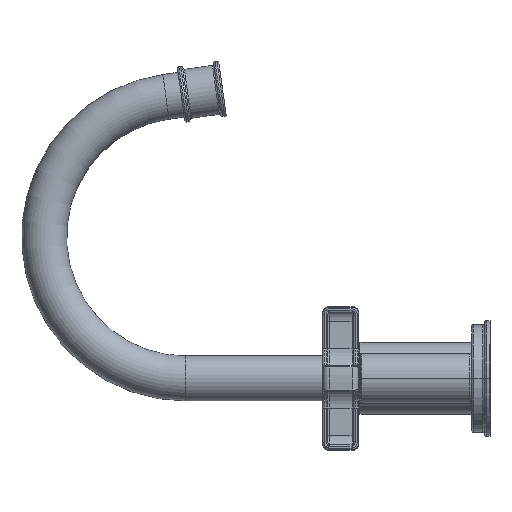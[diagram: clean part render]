
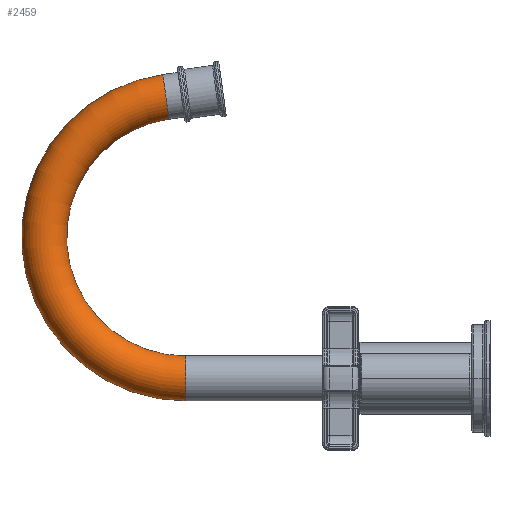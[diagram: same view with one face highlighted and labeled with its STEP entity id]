
A CAD part, left-side view. The second image highlights one B-rep face of the part: STEP entity #2459.
In plain terms, the highlighted toroidal (fillet/blend) face has major radius 69.85 mm and minor radius 11.113 mm.
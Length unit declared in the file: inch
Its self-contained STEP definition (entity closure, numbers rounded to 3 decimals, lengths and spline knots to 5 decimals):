
#486=CARTESIAN_POINT('',(0.,6.29873,5.47324));
#487=DIRECTION('',(0.,-0.99,0.139));
#488=DIRECTION('',(0.,0.139,0.99));
#489=AXIS2_PLACEMENT_3D('',#486,#487,#488);
#495=CARTESIAN_POINT('',(0.,5.916,2.75));
#496=DIRECTION('',(1.,0.,0.));
#497=DIRECTION('',(0.,0.,-1.));
#498=AXIS2_PLACEMENT_3D('',#495,#496,#497);
#500=CARTESIAN_POINT('',(0.,5.916,2.75));
#501=DIRECTION('',(-1.,0.,0.));
#502=DIRECTION('',(0.,0.139,0.99));
#503=AXIS2_PLACEMENT_3D('',#500,#501,#502);
#505=CARTESIAN_POINT('',(0.,5.916,0.));
#506=DIRECTION('',(0.,1.,0.));
#507=DIRECTION('',(0.,0.,-1.));
#508=AXIS2_PLACEMENT_3D('',#505,#506,#507);
#1508=CARTESIAN_POINT('',(0.,5.916,0.4375));
#1509=CARTESIAN_POINT('',(0.,5.916,-0.4375));
#1510=VERTEX_POINT('',#1508);
#1511=VERTEX_POINT('',#1509);
#1512=CARTESIAN_POINT('',(0.,6.23784,5.03999));
#1513=CARTESIAN_POINT('',(0.,6.35961,5.90648));
#1514=VERTEX_POINT('',#1512);
#1515=VERTEX_POINT('',#1513);
#2445=CARTESIAN_POINT('',(0.,5.916,2.75));
#2446=DIRECTION('',(1.,0.,0.));
#2447=DIRECTION('',(0.,0.,1.));
#2448=AXIS2_PLACEMENT_3D('',#2445,#2446,#2447);
#2449=TOROIDAL_SURFACE('',#2448,2.75,0.4375);
#2451=ORIENTED_EDGE('',*,*,#2450,.T.);
#2452=ORIENTED_EDGE('',*,*,#2439,.T.);
#2454=ORIENTED_EDGE('',*,*,#2453,.T.);
#2456=ORIENTED_EDGE('',*,*,#2455,.F.);
#2457=EDGE_LOOP('',(#2451,#2452,#2454,#2456));
#2458=FACE_OUTER_BOUND('',#2457,.F.);
#2459=ADVANCED_FACE('',(#2458),#2449,.T.);
#490=CIRCLE('',#489,0.4375);
#499=CIRCLE('',#498,3.1875);
#504=CIRCLE('',#503,2.3125);
#509=CIRCLE('',#508,0.4375);
#2439=EDGE_CURVE('',#1515,#1514,#490,.T.);
#2450=EDGE_CURVE('',#1511,#1515,#499,.T.);
#2453=EDGE_CURVE('',#1514,#1510,#504,.T.);
#2455=EDGE_CURVE('',#1511,#1510,#509,.T.);
